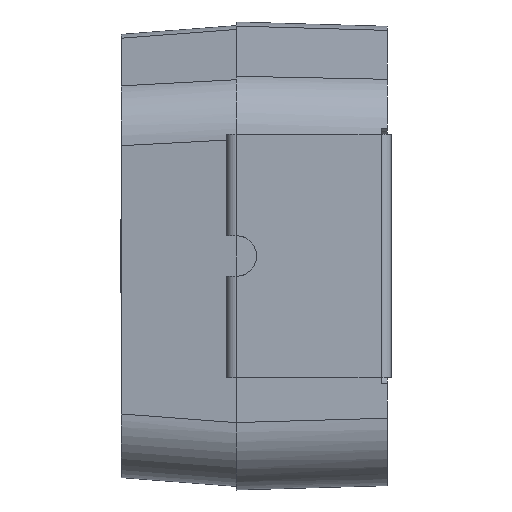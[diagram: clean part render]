
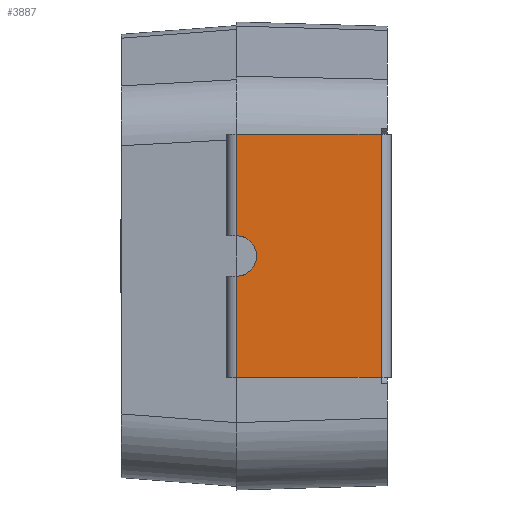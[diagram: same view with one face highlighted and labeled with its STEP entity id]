
A CAD part, left-side view. The second image highlights one B-rep face of the part: STEP entity #3887.
In plain terms, the highlighted planar face has unit normal (-1, 0, 0).
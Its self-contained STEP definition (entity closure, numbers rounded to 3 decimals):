
#98 = EDGE_CURVE ( 'NONE', #3776, #5620, #3876, .T. ) ;
#165 = CARTESIAN_POINT ( 'NONE',  ( -2.75, 1.788, 1.35 ) ) ;
#229 = VERTEX_POINT ( 'NONE', #2468 ) ;
#390 = LINE ( 'NONE', #903, #5055 ) ;
#402 = CARTESIAN_POINT ( 'NONE',  ( -2.75, 1.678, 0. ) ) ;
#482 = FACE_OUTER_BOUND ( 'NONE', #2516, .T. ) ;
#565 = DIRECTION ( 'NONE',  ( 0., 1., 0. ) ) ;
#707 = VECTOR ( 'NONE', #2191, 1000. ) ;
#903 = CARTESIAN_POINT ( 'NONE',  ( -2.75, 0.07, 1.35 ) ) ;
#1118 = CIRCLE ( 'NONE', #4647, 0.225 ) ;
#1274 = DIRECTION ( 'NONE',  ( 0., 0., 1. ) ) ;
#1313 = EDGE_CURVE ( 'NONE', #1733, #5412, #3170, .T. ) ;
#1409 = DIRECTION ( 'NONE',  ( 0., -1., 0. ) ) ;
#1472 = PLANE ( 'NONE',  #3165 ) ;
#1614 = ORIENTED_EDGE ( 'NONE', *, *, #5167, .T. ) ;
#1733 = VERTEX_POINT ( 'NONE', #4395 ) ;
#1741 = DIRECTION ( 'NONE',  ( 0., 0., -1. ) ) ;
#1760 = CARTESIAN_POINT ( 'NONE',  ( -2.75, 1.678, 1.35 ) ) ;
#1793 = DIRECTION ( 'NONE',  ( 0., 0., -1. ) ) ;
#1860 = ORIENTED_EDGE ( 'NONE', *, *, #1313, .F. ) ;
#1898 = VECTOR ( 'NONE', #1274, 1000. ) ;
#2191 = DIRECTION ( 'NONE',  ( 0., 0., 1. ) ) ;
#2215 = ORIENTED_EDGE ( 'NONE', *, *, #98, .F. ) ;
#2468 = CARTESIAN_POINT ( 'NONE',  ( -2.75, 0.07, -1.35 ) ) ;
#2510 = VECTOR ( 'NONE', #3849, 1000. ) ;
#2516 = EDGE_LOOP ( 'NONE', ( #1614, #3009, #2215, #3091, #4329, #1860 ) ) ;
#2799 = DIRECTION ( 'NONE',  ( -1., 0., 0. ) ) ;
#3009 = ORIENTED_EDGE ( 'NONE', *, *, #5392, .F. ) ;
#3091 = ORIENTED_EDGE ( 'NONE', *, *, #3774, .F. ) ;
#3128 = EDGE_CURVE ( 'NONE', #5208, #5412, #1118, .T. ) ;
#3165 = AXIS2_PLACEMENT_3D ( 'NONE', #165, #2799, #565 ) ;
#3170 = LINE ( 'NONE', #4036, #707 ) ;
#3182 = CARTESIAN_POINT ( 'NONE',  ( -2.75, 1.678, -0.225 ) ) ;
#3571 = DIRECTION ( 'NONE',  ( 1., 0., 0. ) ) ;
#3680 = CARTESIAN_POINT ( 'NONE',  ( -2.75, 1.788, 1.35 ) ) ;
#3774 = EDGE_CURVE ( 'NONE', #5208, #3776, #4441, .T. ) ;
#3776 = VERTEX_POINT ( 'NONE', #1760 ) ;
#3849 = DIRECTION ( 'NONE',  ( 0., -1., 0. ) ) ;
#3876 = LINE ( 'NONE', #3680, #4779 ) ;
#3887 = ADVANCED_FACE ( 'NONE', ( #482 ), #1472, .T. ) ;
#4002 = LINE ( 'NONE', #4741, #2510 ) ;
#4036 = CARTESIAN_POINT ( 'NONE',  ( -2.75, 1.678, 1.35 ) ) ;
#4329 = ORIENTED_EDGE ( 'NONE', *, *, #3128, .T. ) ;
#4395 = CARTESIAN_POINT ( 'NONE',  ( -2.75, 1.678, -1.35 ) ) ;
#4441 = LINE ( 'NONE', #5347, #1898 ) ;
#4647 = AXIS2_PLACEMENT_3D ( 'NONE', #402, #3571, #1741 ) ;
#4741 = CARTESIAN_POINT ( 'NONE',  ( -2.75, 1.788, -1.35 ) ) ;
#4779 = VECTOR ( 'NONE', #1409, 1000. ) ;
#5055 = VECTOR ( 'NONE', #1793, 1000. ) ;
#5143 = CARTESIAN_POINT ( 'NONE',  ( -2.75, 0.07, 1.35 ) ) ;
#5167 = EDGE_CURVE ( 'NONE', #1733, #229, #4002, .T. ) ;
#5208 = VERTEX_POINT ( 'NONE', #5665 ) ;
#5347 = CARTESIAN_POINT ( 'NONE',  ( -2.75, 1.678, 1.35 ) ) ;
#5392 = EDGE_CURVE ( 'NONE', #5620, #229, #390, .T. ) ;
#5412 = VERTEX_POINT ( 'NONE', #3182 ) ;
#5620 = VERTEX_POINT ( 'NONE', #5143 ) ;
#5665 = CARTESIAN_POINT ( 'NONE',  ( -2.75, 1.678, 0.225 ) ) ;
